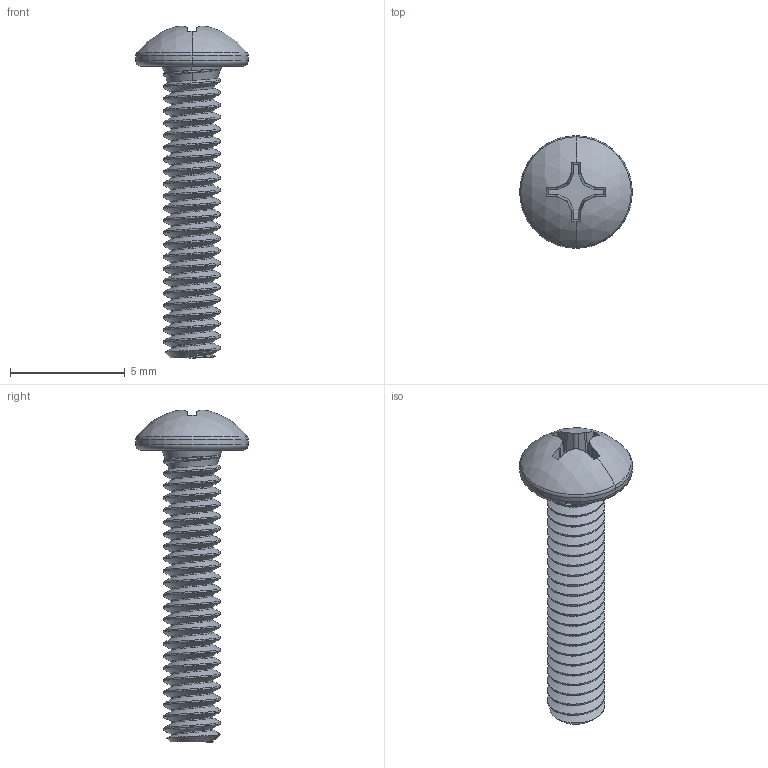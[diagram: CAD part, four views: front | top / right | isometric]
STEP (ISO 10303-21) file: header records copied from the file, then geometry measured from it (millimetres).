
FILE_DESCRIPTION (( 'STEP AP203' ), '1' );
FILE_NAME ('91772A096_Passivated 18-8 Stainless Steel Pan Head Phillips Screw.STEP', '2022-12-02T19:25:29', ( 'Administrator' ), ( 'Managed by Terraform' ), 'SwSTEP 2.0', 'SolidWorks 2017', '' );
FILE_SCHEMA (( 'CONFIG_CONTROL_DESIGN' ));
Length unit declared in the file: inch
Products named in the file (1): 91772A096_Passivated 18-8 Stainless Steel Pan Head Phillips Screw
Bounding box: 4.9 x 4.9 x 14.45 mm (x, y, z)
Volume: 68.2 mm3; surface area: 203.3 mm2
Topology: 1 solids, 1 shells, 120 faces, 334 edges, 218 vertices
Faces by surface type: cylinder 63, plane 20, cone 18, bspline 11, torus 6, sphere 2
Entity records: 6953 total; most frequent: CARTESIAN_POINT 4232, ORIENTED_EDGE 668, DIRECTION 445, EDGE_CURVE 334, VERTEX_POINT 218, AXIS2_PLACEMENT_3D 171, EDGE_LOOP 122, ADVANCED_FACE 120
